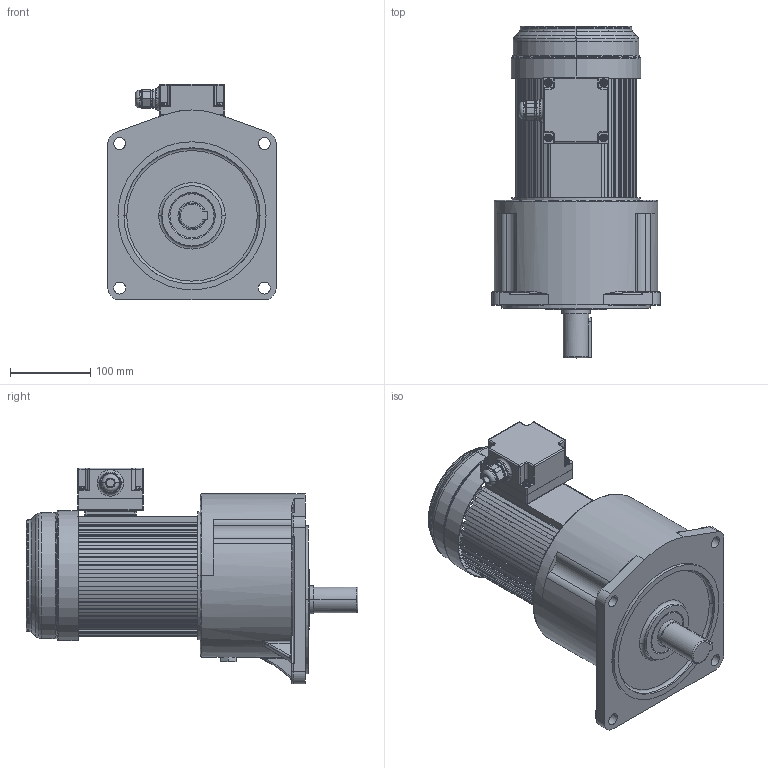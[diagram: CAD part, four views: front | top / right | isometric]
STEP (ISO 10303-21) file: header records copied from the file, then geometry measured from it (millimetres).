
FILE_DESCRIPTION((''),'2;1');
FILE_NAME('GV32-400W-S-G1-LD_ASM','2022-04-13T',('AdminUser'),(''),'PRO/ENGINEER BY PARAMETRIC TECHNOLOGY CORPORATION, 2007170','PRO/ENGINEER BY PARAMETRIC TECHNOLOGY CORPORATION, 2007170','');
FILE_SCHEMA(('CONFIG_CONTROL_DESIGN'));
Length unit declared in the file: millimetre
Products named in the file (9): GV32; ASM0019_ASM_ASM; ASM0018_ASM_ASM; ASM0017_ASM_ASM; ASM0016_ASM_1_ASM; 750W; 750S; 8280-2022; GV32-400W-S-G1-LD_ASM
Assembly tree (8 placements, depth 5):
  GV32-400W-S-G1-LD_ASM
    ASM0016_ASM_1_ASM
      GV32
      ASM0017_ASM_ASM
        ASM0018_ASM_ASM
          ASM0019_ASM_ASM
    750W
    750S
    8280-2022
Bounding box: 210.01 x 414.3 x 269.5 mm (x, y, z)
Volume: 2572848.1 mm3; surface area: 699210.2 mm2
Topology: 5 solids, 15 shells, 2276 faces, 5807 edges, 3603 vertices
Faces by surface type: plane 1063, cylinder 626, torus 298, bspline 231, sphere 46, cone 12
Entity records: 76061 total; most frequent: CARTESIAN_POINT 21077, ORIENTED_EDGE 11576, DIRECTION 11427, EDGE_CURVE 5788, AXIS2_PLACEMENT_3D 4073, VERTEX_POINT 3603, VECTOR 3281, LINE 3281
